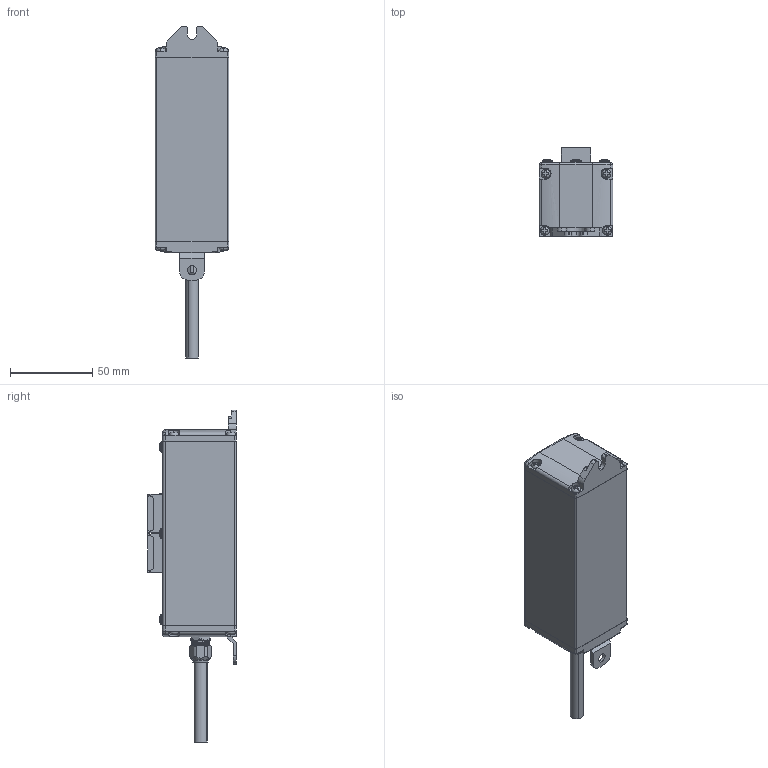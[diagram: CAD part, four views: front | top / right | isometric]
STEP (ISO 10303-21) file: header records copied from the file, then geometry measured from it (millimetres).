
FILE_DESCRIPTION (( 'STEP AP203' ), '1' );
FILE_NAME ('R4C-207-STP.step', '2024-06-21T07:11:50', ( '' ), ( '' ), 'SwSTEP 2.0', 'SolidWorks 2011', '' );
FILE_SCHEMA (( 'CONFIG_CONTROL_DESIGN' ));
Length unit declared in the file: millimetre
Products named in the file (1): R4C-207-STP
Bounding box: 45 x 54 x 201.9 mm (x, y, z)
Volume: 265535.9 mm3; surface area: 31831.8 mm2
Topology: 1 solids, 1 shells, 621 faces, 1630 edges, 1036 vertices
Faces by surface type: plane 415, cylinder 101, torus 38, cone 37, bspline 22, sphere 8
Entity records: 23489 total; most frequent: CARTESIAN_POINT 8445, ORIENTED_EDGE 3260, DIRECTION 2960, EDGE_CURVE 1630, VERTEX_POINT 1036, VECTOR 998, LINE 998, AXIS2_PLACEMENT_3D 981
